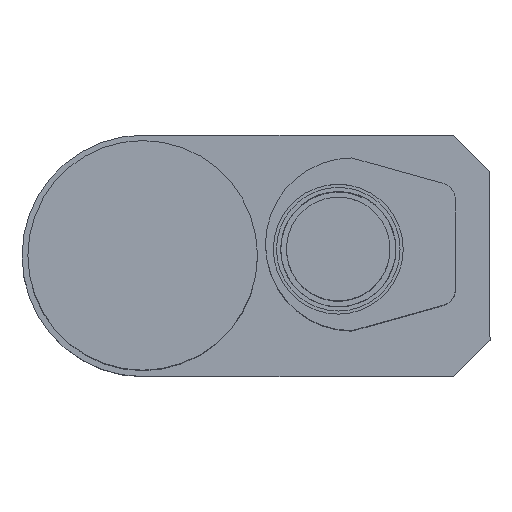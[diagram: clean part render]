
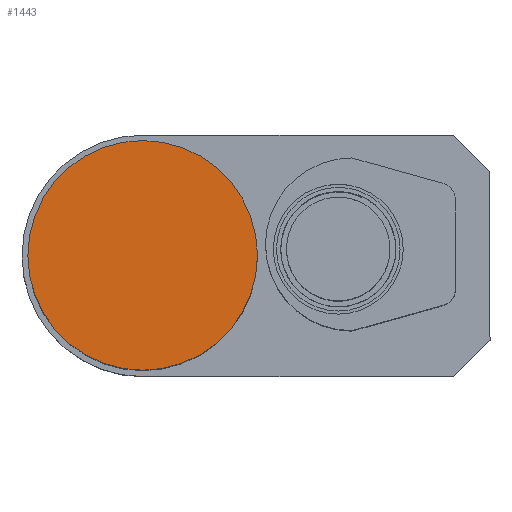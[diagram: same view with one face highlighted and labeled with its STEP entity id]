
A CAD part, top view. The second image highlights one B-rep face of the part: STEP entity #1443.
In plain terms, the highlighted face is planar.
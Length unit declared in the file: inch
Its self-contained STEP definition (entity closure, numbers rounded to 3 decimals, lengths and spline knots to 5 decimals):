
#86 = AXIS2_PLACEMENT_3D ( 'NONE', #511, #1146, #1979 ) ;
#102 = CIRCLE ( 'NONE', #403, 0.785 ) ;
#141 = VERTEX_POINT ( 'NONE', #1508 ) ;
#307 = ORIENTED_EDGE ( 'NONE', *, *, #1280, .T. ) ;
#340 = VERTEX_POINT ( 'NONE', #1047 ) ;
#403 = AXIS2_PLACEMENT_3D ( 'NONE', #2012, #828, #693 ) ;
#459 = FACE_OUTER_BOUND ( 'NONE', #1669, .T. ) ;
#472 = DIRECTION ( 'NONE',  ( 0., 0., 1. ) ) ;
#511 = CARTESIAN_POINT ( 'NONE',  ( 2.53177, 2.81171, 2.52018 ) ) ;
#693 = DIRECTION ( 'NONE',  ( 0., 0., 1. ) ) ;
#828 = DIRECTION ( 'NONE',  ( 0., 1., 0. ) ) ;
#901 = CIRCLE ( 'NONE', #959, 0.785 ) ;
#959 = AXIS2_PLACEMENT_3D ( 'NONE', #1767, #1771, #472 ) ;
#1047 = CARTESIAN_POINT ( 'NONE',  ( 2.53177, 2.81171, 1.73518 ) ) ;
#1146 = DIRECTION ( 'NONE',  ( 0., 1., 0. ) ) ;
#1280 = EDGE_CURVE ( 'NONE', #141, #340, #901, .T. ) ;
#1443 = ADVANCED_FACE ( 'NONE', ( #459 ), #1802, .T. ) ;
#1508 = CARTESIAN_POINT ( 'NONE',  ( 2.53177, 2.81171, 3.30518 ) ) ;
#1669 = EDGE_LOOP ( 'NONE', ( #2105, #307 ) ) ;
#1767 = CARTESIAN_POINT ( 'NONE',  ( 2.53177, 2.81171, 2.52018 ) ) ;
#1771 = DIRECTION ( 'NONE',  ( 0., 1., 0. ) ) ;
#1802 = PLANE ( 'NONE',  #86 ) ;
#1979 = DIRECTION ( 'NONE',  ( 0., 0., 1. ) ) ;
#2012 = CARTESIAN_POINT ( 'NONE',  ( 2.53177, 2.81171, 2.52018 ) ) ;
#2105 = ORIENTED_EDGE ( 'NONE', *, *, #2107, .T. ) ;
#2107 = EDGE_CURVE ( 'NONE', #340, #141, #102, .T. ) ;
